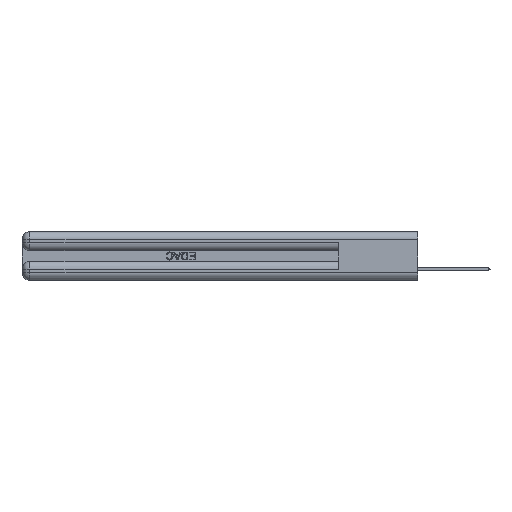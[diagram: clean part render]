
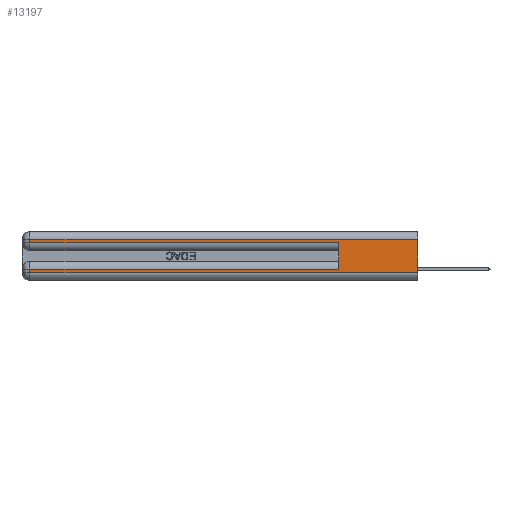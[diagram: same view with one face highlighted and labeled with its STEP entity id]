
A CAD part, left-side view. The second image highlights one B-rep face of the part: STEP entity #13197.
In plain terms, the highlighted planar face has unit normal (-1, 0, 0).
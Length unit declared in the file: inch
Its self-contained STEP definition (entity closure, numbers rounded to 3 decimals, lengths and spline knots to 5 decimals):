
#735 = DIRECTION ( 'NONE',  ( 0., 0., -1. ) ) ;
#1042 = PLANE ( 'NONE',  #46758 ) ;
#1284 = VECTOR ( 'NONE', #46733, 39.37008 ) ;
#2255 = CARTESIAN_POINT ( 'NONE',  ( 0., 0.6, 0.085 ) ) ;
#3962 = CARTESIAN_POINT ( 'NONE',  ( 0., 0.6, 0.285 ) ) ;
#4471 = CARTESIAN_POINT ( 'NONE',  ( 0., 0., 0.37 ) ) ;
#6159 = EDGE_CURVE ( 'NONE', #28497, #23987, #35626, .T. ) ;
#6734 = EDGE_CURVE ( 'NONE', #30535, #30727, #25817, .T. ) ;
#7423 = CARTESIAN_POINT ( 'NONE',  ( 0., 2.94, 0.37 ) ) ;
#7813 = CARTESIAN_POINT ( 'NONE',  ( 0., 0., 0.06 ) ) ;
#8077 = ORIENTED_EDGE ( 'NONE', *, *, #22598, .F. ) ;
#8539 = DIRECTION ( 'NONE',  ( 1., 0., 0. ) ) ;
#10068 = CARTESIAN_POINT ( 'NONE',  ( 0., 0., 0.06 ) ) ;
#13197 = ADVANCED_FACE ( 'NONE', ( #13978 ), #1042, .F. ) ;
#13483 = CARTESIAN_POINT ( 'NONE',  ( 0., 2.94, 0.31 ) ) ;
#13978 = FACE_OUTER_BOUND ( 'NONE', #26892, .T. ) ;
#15610 = DIRECTION ( 'NONE',  ( 0., -1., 0. ) ) ;
#15976 = EDGE_CURVE ( 'NONE', #23987, #37975, #46519, .T. ) ;
#16806 = DIRECTION ( 'NONE',  ( 0., 1., 0. ) ) ;
#17429 = CARTESIAN_POINT ( 'NONE',  ( 0., 2.94, 0.085 ) ) ;
#17472 = LINE ( 'NONE', #23779, #48546 ) ;
#19591 = CARTESIAN_POINT ( 'NONE',  ( 0., 0., 0.085 ) ) ;
#20833 = LINE ( 'NONE', #32093, #45254 ) ;
#21048 = CARTESIAN_POINT ( 'NONE',  ( 0., 0., 0.31 ) ) ;
#21107 = LINE ( 'NONE', #7813, #43064 ) ;
#22143 = VECTOR ( 'NONE', #42551, 39.37008 ) ;
#22598 = EDGE_CURVE ( 'NONE', #30535, #37975, #41458, .T. ) ;
#23779 = CARTESIAN_POINT ( 'NONE',  ( 0., 0., 0.37 ) ) ;
#23987 = VERTEX_POINT ( 'NONE', #26656 ) ;
#25817 = LINE ( 'NONE', #19591, #22143 ) ;
#26656 = CARTESIAN_POINT ( 'NONE',  ( 0., 2.94, 0.285 ) ) ;
#26892 = EDGE_LOOP ( 'NONE', ( #35239, #31870, #44807, #43203, #8077, #48818, #45186, #28083 ) ) ;
#27962 = DIRECTION ( 'NONE',  ( 0., 0., -1. ) ) ;
#28083 = ORIENTED_EDGE ( 'NONE', *, *, #37303, .T. ) ;
#28497 = VERTEX_POINT ( 'NONE', #13483 ) ;
#30535 = VERTEX_POINT ( 'NONE', #2255 ) ;
#30727 = VERTEX_POINT ( 'NONE', #17429 ) ;
#31462 = DIRECTION ( 'NONE',  ( 0., -1., 0. ) ) ;
#31748 = DIRECTION ( 'NONE',  ( 0., 0., -1. ) ) ;
#31870 = ORIENTED_EDGE ( 'NONE', *, *, #48652, .T. ) ;
#32093 = CARTESIAN_POINT ( 'NONE',  ( 0., 0., 0.31 ) ) ;
#32106 = CARTESIAN_POINT ( 'NONE',  ( 0., 0., 0.285 ) ) ;
#35239 = ORIENTED_EDGE ( 'NONE', *, *, #37461, .F. ) ;
#35246 = VERTEX_POINT ( 'NONE', #10068 ) ;
#35626 = LINE ( 'NONE', #7423, #43518 ) ;
#36871 = LINE ( 'NONE', #40066, #50266 ) ;
#37303 = EDGE_CURVE ( 'NONE', #41537, #35246, #21107, .T. ) ;
#37461 = EDGE_CURVE ( 'NONE', #49940, #35246, #17472, .T. ) ;
#37975 = VERTEX_POINT ( 'NONE', #3962 ) ;
#40066 = CARTESIAN_POINT ( 'NONE',  ( 0., 2.94, 0.37 ) ) ;
#41458 = LINE ( 'NONE', #49951, #1284 ) ;
#41537 = VERTEX_POINT ( 'NONE', #44386 ) ;
#41617 = DIRECTION ( 'NONE',  ( 0., 0., -1. ) ) ;
#42551 = DIRECTION ( 'NONE',  ( 0., 1., 0. ) ) ;
#43064 = VECTOR ( 'NONE', #15610, 39.37008 ) ;
#43203 = ORIENTED_EDGE ( 'NONE', *, *, #15976, .T. ) ;
#43518 = VECTOR ( 'NONE', #41617, 39.37008 ) ;
#44386 = CARTESIAN_POINT ( 'NONE',  ( 0., 2.94, 0.06 ) ) ;
#44807 = ORIENTED_EDGE ( 'NONE', *, *, #6159, .T. ) ;
#45186 = ORIENTED_EDGE ( 'NONE', *, *, #47007, .T. ) ;
#45254 = VECTOR ( 'NONE', #16806, 39.37008 ) ;
#46519 = LINE ( 'NONE', #32106, #48945 ) ;
#46733 = DIRECTION ( 'NONE',  ( 0., 0., 1. ) ) ;
#46758 = AXIS2_PLACEMENT_3D ( 'NONE', #4471, #8539, #735 ) ;
#47007 = EDGE_CURVE ( 'NONE', #30727, #41537, #36871, .T. ) ;
#48546 = VECTOR ( 'NONE', #31748, 39.37008 ) ;
#48652 = EDGE_CURVE ( 'NONE', #49940, #28497, #20833, .T. ) ;
#48818 = ORIENTED_EDGE ( 'NONE', *, *, #6734, .T. ) ;
#48945 = VECTOR ( 'NONE', #31462, 39.37008 ) ;
#49940 = VERTEX_POINT ( 'NONE', #21048 ) ;
#49951 = CARTESIAN_POINT ( 'NONE',  ( 0., 0.6, 0.145 ) ) ;
#50266 = VECTOR ( 'NONE', #27962, 39.37008 ) ;
